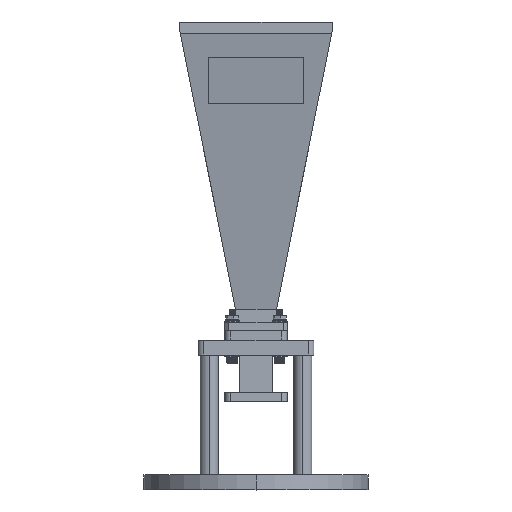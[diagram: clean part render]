
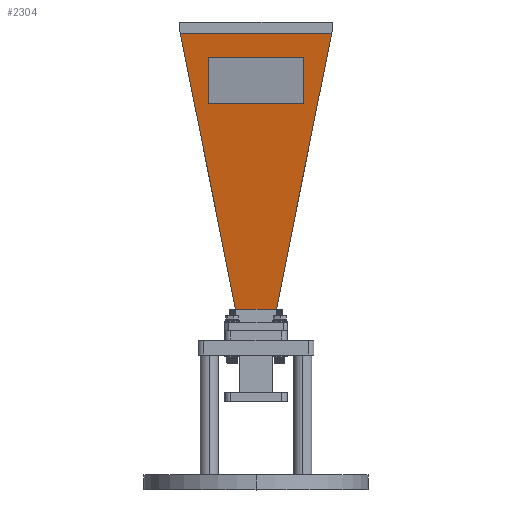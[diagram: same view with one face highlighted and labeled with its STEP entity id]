
A CAD part, top view. The second image highlights one B-rep face of the part: STEP entity #2304.
In plain terms, the highlighted face is planar.
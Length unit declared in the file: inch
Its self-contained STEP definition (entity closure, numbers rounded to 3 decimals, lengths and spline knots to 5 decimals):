
#376 = ORIENTED_EDGE ( 'NONE', *, *, #17329, .T. ) ;
#810 = DIRECTION ( 'NONE',  ( 0.159, 0., 0.987 ) ) ;
#1063 = CARTESIAN_POINT ( 'NONE',  ( 0.27361, 0.42956, 1.95904 ) ) ;
#1232 = ORIENTED_EDGE ( 'NONE', *, *, #4176, .F. ) ;
#1242 = DIRECTION ( 'NONE',  ( 0.987, 0., -0.159 ) ) ;
#1255 = ORIENTED_EDGE ( 'NONE', *, *, #4361, .F. ) ;
#1481 = DIRECTION ( 'NONE',  ( 0., -1., 0. ) ) ;
#1547 = ORIENTED_EDGE ( 'NONE', *, *, #16442, .F. ) ;
#1623 = CARTESIAN_POINT ( 'NONE',  ( 1.20857, 1.59229, 7.75773 ) ) ;
#2304 = ADVANCED_FACE ( 'NONE', ( #17803, #14600 ), #2887, .T. ) ;
#2336 = CARTESIAN_POINT ( 'NONE',  ( 1.20857, -1.59229, 7.75773 ) ) ;
#2672 = DIRECTION ( 'NONE',  ( -0.159, 0., -0.987 ) ) ;
#2792 = CARTESIAN_POINT ( 'NONE',  ( 1.12898, 1., 7.2641 ) ) ;
#2887 = PLANE ( 'NONE',  #7414 ) ;
#2953 = LINE ( 'NONE', #16647, #10754 ) ;
#3054 = LINE ( 'NONE', #9791, #12722 ) ;
#3360 = CARTESIAN_POINT ( 'NONE',  ( 0.9698, 1., 6.27685 ) ) ;
#3494 = EDGE_LOOP ( 'NONE', ( #3607, #1547, #18116, #1255 ) ) ;
#3607 = ORIENTED_EDGE ( 'NONE', *, *, #20196, .F. ) ;
#4176 = EDGE_CURVE ( 'NONE', #21328, #14166, #16392, .T. ) ;
#4361 = EDGE_CURVE ( 'NONE', #5544, #10525, #21115, .T. ) ;
#4439 = CARTESIAN_POINT ( 'NONE',  ( 0.75851, 0., 4.9664 ) ) ;
#4885 = CARTESIAN_POINT ( 'NONE',  ( 0.27361, -0.42956, 1.95904 ) ) ;
#4928 = LINE ( 'NONE', #11674, #20696 ) ;
#4996 = CARTESIAN_POINT ( 'NONE',  ( 0.9698, -1., 6.27685 ) ) ;
#5038 = VECTOR ( 'NONE', #21789, 39.37008 ) ;
#5544 = VERTEX_POINT ( 'NONE', #21475 ) ;
#6133 = VECTOR ( 'NONE', #810, 39.37008 ) ;
#7407 = CARTESIAN_POINT ( 'NONE',  ( 1.12898, -1., 7.2641 ) ) ;
#7414 = AXIS2_PLACEMENT_3D ( 'NONE', #4439, #1242, #2672 ) ;
#7423 = ORIENTED_EDGE ( 'NONE', *, *, #8748, .F. ) ;
#7631 = CARTESIAN_POINT ( 'NONE',  ( 1.12898, 1., 7.2641 ) ) ;
#8131 = DIRECTION ( 'NONE',  ( -0.156, -0.194, -0.968 ) ) ;
#8748 = EDGE_CURVE ( 'NONE', #17418, #20423, #3054, .T. ) ;
#9465 = DIRECTION ( 'NONE',  ( 0., 1., 0. ) ) ;
#9752 = DIRECTION ( 'NONE',  ( 0.156, -0.194, 0.968 ) ) ;
#9757 = LINE ( 'NONE', #9854, #17407 ) ;
#9791 = CARTESIAN_POINT ( 'NONE',  ( 1.20857, 1.59229, 7.75773 ) ) ;
#9854 = CARTESIAN_POINT ( 'NONE',  ( 1.20857, 0., 7.75773 ) ) ;
#10525 = VERTEX_POINT ( 'NONE', #16847 ) ;
#10754 = VECTOR ( 'NONE', #9465, 39.37008 ) ;
#11662 = VERTEX_POINT ( 'NONE', #3360 ) ;
#11674 = CARTESIAN_POINT ( 'NONE',  ( 1.12898, -1., 7.2641 ) ) ;
#12722 = VECTOR ( 'NONE', #8131, 39.37008 ) ;
#12733 = DIRECTION ( 'NONE',  ( -0.159, 0., -0.987 ) ) ;
#13453 = DIRECTION ( 'NONE',  ( 0., -1., 0. ) ) ;
#13520 = LINE ( 'NONE', #4996, #5038 ) ;
#14166 = VERTEX_POINT ( 'NONE', #2336 ) ;
#14600 = FACE_OUTER_BOUND ( 'NONE', #16707, .T. ) ;
#14828 = EDGE_CURVE ( 'NONE', #17418, #14166, #9757, .T. ) ;
#14909 = EDGE_CURVE ( 'NONE', #10525, #11662, #13520, .T. ) ;
#16392 = LINE ( 'NONE', #4885, #17035 ) ;
#16442 = EDGE_CURVE ( 'NONE', #11662, #16964, #19794, .T. ) ;
#16647 = CARTESIAN_POINT ( 'NONE',  ( 0.27361, 0., 1.95904 ) ) ;
#16707 = EDGE_LOOP ( 'NONE', ( #376, #7423, #19321, #1232 ) ) ;
#16847 = CARTESIAN_POINT ( 'NONE',  ( 0.9698, -1., 6.27685 ) ) ;
#16964 = VERTEX_POINT ( 'NONE', #7631 ) ;
#17035 = VECTOR ( 'NONE', #9752, 39.37008 ) ;
#17329 = EDGE_CURVE ( 'NONE', #21328, #20423, #2953, .T. ) ;
#17407 = VECTOR ( 'NONE', #1481, 39.37008 ) ;
#17418 = VERTEX_POINT ( 'NONE', #1623 ) ;
#17803 = FACE_BOUND ( 'NONE', #3494, .T. ) ;
#18116 = ORIENTED_EDGE ( 'NONE', *, *, #14909, .F. ) ;
#19144 = VECTOR ( 'NONE', #12733, 39.37008 ) ;
#19321 = ORIENTED_EDGE ( 'NONE', *, *, #14828, .T. ) ;
#19794 = LINE ( 'NONE', #2792, #6133 ) ;
#20196 = EDGE_CURVE ( 'NONE', #16964, #5544, #4928, .T. ) ;
#20423 = VERTEX_POINT ( 'NONE', #1063 ) ;
#20669 = CARTESIAN_POINT ( 'NONE',  ( 0.27361, -0.42956, 1.95904 ) ) ;
#20696 = VECTOR ( 'NONE', #13453, 39.37008 ) ;
#21115 = LINE ( 'NONE', #7407, #19144 ) ;
#21328 = VERTEX_POINT ( 'NONE', #20669 ) ;
#21475 = CARTESIAN_POINT ( 'NONE',  ( 1.12898, -1., 7.2641 ) ) ;
#21789 = DIRECTION ( 'NONE',  ( 0., 1., 0. ) ) ;
